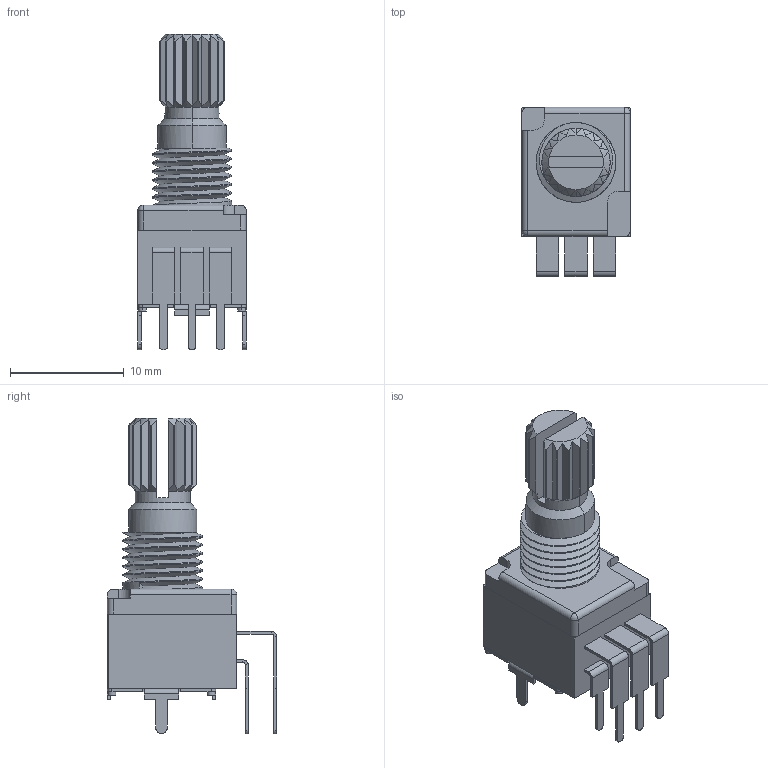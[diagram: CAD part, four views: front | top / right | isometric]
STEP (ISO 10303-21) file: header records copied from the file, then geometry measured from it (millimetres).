
FILE_DESCRIPTION(('FreeCAD Model'),'2;1');
FILE_NAME('Compound.step', '2017-03-30T11:31:04',('Author'),(''), 'Open CASCADE STEP processor 6.8','FreeCAD','Unknown');
FILE_SCHEMA(('AUTOMOTIVE_DESIGN_CC2 { 1 2 10303 214 -1 1 5 4 }'));
Length unit declared in the file: millimetre
Products named in the file (2): ASSEMBLY; Compound
Assembly tree (1 placements, depth 2):
  ASSEMBLY
    Compound
Bounding box: 9.5 x 14.85 x 27.7 mm (x, y, z)
Volume: 1343.2 mm3; surface area: 1686.2 mm2
Topology: 9 solids, 9 shells, 334 faces, 838 edges, 525 vertices
Faces by surface type: plane 226, cylinder 95, cone 8, bspline 3, sphere 2
Entity records: 36952 total; most frequent: CARTESIAN_POINT 19022, DIRECTION 2540, ORIENTED_EDGE 1672, PCURVE 1672, DEFINITIONAL_REPRESENTATION 1672, LINE 1457, VECTOR 1457, EDGE_CURVE 836
